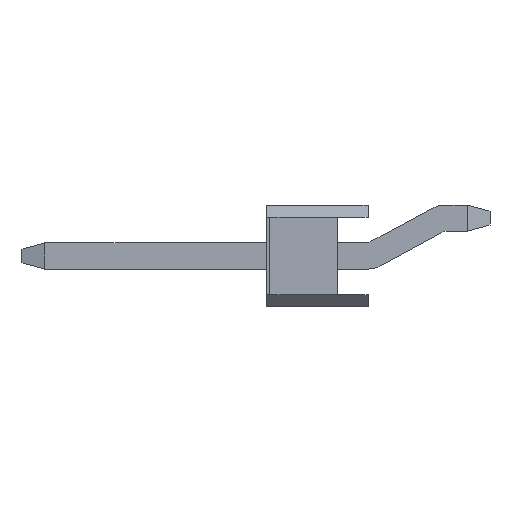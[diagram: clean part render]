
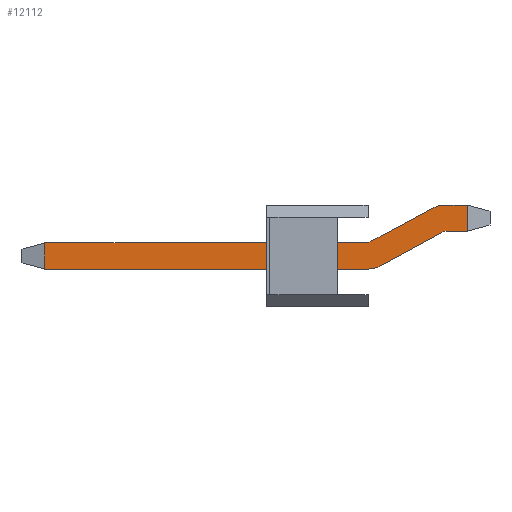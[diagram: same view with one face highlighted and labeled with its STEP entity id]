
A CAD part, left-side view. The second image highlights one B-rep face of the part: STEP entity #12112.
In plain terms, the highlighted planar face has unit normal (-1, 0, 0).
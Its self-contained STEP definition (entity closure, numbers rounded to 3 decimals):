
#24 = CARTESIAN_POINT ( 'NONE',  ( 0., 0., 1.109 ) ) ;
#25 = EDGE_CURVE ( 'NONE', #6119, #1183, #2330, .T. ) ;
#244 = CARTESIAN_POINT ( 'NONE',  ( 0., 0.61, 3.077 ) ) ;
#257 = DIRECTION ( 'NONE',  ( 0., 1., 0. ) ) ;
#466 = VERTEX_POINT ( 'NONE', #3771 ) ;
#567 = CARTESIAN_POINT ( 'NONE',  ( 0., 0.077, 1.412 ) ) ;
#592 = VERTEX_POINT ( 'NONE', #11654 ) ;
#781 = ORIENTED_EDGE ( 'NONE', *, *, #7541, .F. ) ;
#866 = VERTEX_POINT ( 'NONE', #3896 ) ;
#908 = DIRECTION ( 'NONE',  ( 0., 0., -1. ) ) ;
#1000 = VERTEX_POINT ( 'NONE', #567 ) ;
#1036 = EDGE_CURVE ( 'NONE', #4387, #10370, #9768, .T. ) ;
#1183 = VERTEX_POINT ( 'NONE', #5260 ) ;
#1211 = ORIENTED_EDGE ( 'NONE', *, *, #2465, .F. ) ;
#1324 = CARTESIAN_POINT ( 'NONE',  ( 0., 0.93, 0. ) ) ;
#1485 = FACE_OUTER_BOUND ( 'NONE', #9414, .T. ) ;
#1613 = CARTESIAN_POINT ( 'NONE',  ( 0., 0., 10.936 ) ) ;
#2038 = ORIENTED_EDGE ( 'NONE', *, *, #1036, .F. ) ;
#2226 = CIRCLE ( 'NONE', #11331, 0.32 ) ;
#2330 = CIRCLE ( 'NONE', #10064, 0.64 ) ;
#2465 = EDGE_CURVE ( 'NONE', #10635, #4387, #10153, .T. ) ;
#2639 = CARTESIAN_POINT ( 'NONE',  ( 0., 0., 0. ) ) ;
#2779 = CARTESIAN_POINT ( 'NONE',  ( 0., 0.64, 1.109 ) ) ;
#2927 = EDGE_CURVE ( 'NONE', #4210, #7496, #2226, .T. ) ;
#3023 = LINE ( 'NONE', #9619, #5682 ) ;
#3107 = CARTESIAN_POINT ( 'NONE',  ( 0., 0.64, 0.56 ) ) ;
#3147 = VECTOR ( 'NONE', #257, 1000. ) ;
#3308 = LINE ( 'NONE', #1324, #5661 ) ;
#3545 = CARTESIAN_POINT ( 'NONE',  ( 0., 0.96, 1.028 ) ) ;
#3573 = ORIENTED_EDGE ( 'NONE', *, *, #25, .F. ) ;
#3694 = VERTEX_POINT ( 'NONE', #24 ) ;
#3714 = LINE ( 'NONE', #1613, #11242 ) ;
#3761 = EDGE_CURVE ( 'NONE', #7496, #1000, #9140, .T. ) ;
#3771 = CARTESIAN_POINT ( 'NONE',  ( 0., 0., 0.56 ) ) ;
#3896 = CARTESIAN_POINT ( 'NONE',  ( 0., 0.93, 10.936 ) ) ;
#4019 = DIRECTION ( 'NONE',  ( 0., 0., -1. ) ) ;
#4138 = ORIENTED_EDGE ( 'NONE', *, *, #11745, .F. ) ;
#4210 = VERTEX_POINT ( 'NONE', #10781 ) ;
#4244 = DIRECTION ( 'NONE',  ( 0., -0.474, -0.88 ) ) ;
#4387 = VERTEX_POINT ( 'NONE', #4557 ) ;
#4557 = CARTESIAN_POINT ( 'NONE',  ( 0., 0.64, 1.028 ) ) ;
#4566 = CARTESIAN_POINT ( 'NONE',  ( 0., 0., 0. ) ) ;
#4644 = VECTOR ( 'NONE', #10475, 1000. ) ;
#4981 = ORIENTED_EDGE ( 'NONE', *, *, #5333, .F. ) ;
#5020 = LINE ( 'NONE', #8750, #3147 ) ;
#5068 = CIRCLE ( 'NONE', #6657, 0.64 ) ;
#5244 = PLANE ( 'NONE',  #7645 ) ;
#5260 = CARTESIAN_POINT ( 'NONE',  ( 0., 1.57, 2.996 ) ) ;
#5302 = DIRECTION ( 'NONE',  ( 1., 0., 0. ) ) ;
#5333 = EDGE_CURVE ( 'NONE', #592, #866, #3714, .T. ) ;
#5337 = CARTESIAN_POINT ( 'NONE',  ( 0., 0.892, 2.925 ) ) ;
#5373 = DIRECTION ( 'NONE',  ( 0., -1., 0. ) ) ;
#5418 = EDGE_CURVE ( 'NONE', #10370, #6119, #3023, .T. ) ;
#5600 = DIRECTION ( 'NONE',  ( 0., 0., 1. ) ) ;
#5661 = VECTOR ( 'NONE', #6139, 1000. ) ;
#5682 = VECTOR ( 'NONE', #9551, 1000. ) ;
#5748 = CARTESIAN_POINT ( 'NONE',  ( 0., 1.493, 2.692 ) ) ;
#5772 = ORIENTED_EDGE ( 'NONE', *, *, #2927, .F. ) ;
#5876 = EDGE_CURVE ( 'NONE', #466, #10635, #5020, .T. ) ;
#6119 = VERTEX_POINT ( 'NONE', #5748 ) ;
#6139 = DIRECTION ( 'NONE',  ( 0., 0., -1. ) ) ;
#6242 = CARTESIAN_POINT ( 'NONE',  ( 0., 0.93, 2.996 ) ) ;
#6331 = DIRECTION ( 'NONE',  ( 1., 0., 0. ) ) ;
#6353 = CARTESIAN_POINT ( 'NONE',  ( 0., 0.64, 0. ) ) ;
#6489 = DIRECTION ( 'NONE',  ( 1., 0., 0. ) ) ;
#6564 = DIRECTION ( 'NONE',  ( 0., 0., 1. ) ) ;
#6657 = AXIS2_PLACEMENT_3D ( 'NONE', #2779, #6331, #6564 ) ;
#6772 = EDGE_CURVE ( 'NONE', #3694, #466, #7421, .T. ) ;
#7132 = VECTOR ( 'NONE', #4244, 1000. ) ;
#7311 = DIRECTION ( 'NONE',  ( -1., 0., 0. ) ) ;
#7421 = LINE ( 'NONE', #4566, #4644 ) ;
#7472 = EDGE_CURVE ( 'NONE', #866, #4210, #3308, .T. ) ;
#7496 = VERTEX_POINT ( 'NONE', #9314 ) ;
#7541 = EDGE_CURVE ( 'NONE', #1000, #3694, #5068, .T. ) ;
#7645 = AXIS2_PLACEMENT_3D ( 'NONE', #2639, #6489, #908 ) ;
#7767 = AXIS2_PLACEMENT_3D ( 'NONE', #3545, #7311, #11108 ) ;
#8131 = ORIENTED_EDGE ( 'NONE', *, *, #3761, .F. ) ;
#8171 = VECTOR ( 'NONE', #5600, 1000. ) ;
#8464 = ORIENTED_EDGE ( 'NONE', *, *, #7472, .F. ) ;
#8750 = CARTESIAN_POINT ( 'NONE',  ( 0., 0., 0.56 ) ) ;
#9003 = DIRECTION ( 'NONE',  ( 0., 0., 1. ) ) ;
#9100 = DIRECTION ( 'NONE',  ( 0., 0., 1. ) ) ;
#9140 = LINE ( 'NONE', #5337, #7132 ) ;
#9314 = CARTESIAN_POINT ( 'NONE',  ( 0., 0.892, 2.925 ) ) ;
#9414 = EDGE_LOOP ( 'NONE', ( #11183, #2038, #1211, #11740, #10850, #781, #8131, #5772, #8464, #4981, #4138, #3573 ) ) ;
#9551 = DIRECTION ( 'NONE',  ( 0., 0.474, 0.88 ) ) ;
#9619 = CARTESIAN_POINT ( 'NONE',  ( 0., 0.678, 1.18 ) ) ;
#9768 = CIRCLE ( 'NONE', #7767, 0.32 ) ;
#9833 = VECTOR ( 'NONE', #9003, 1000. ) ;
#9943 = LINE ( 'NONE', #11048, #9833 ) ;
#10064 = AXIS2_PLACEMENT_3D ( 'NONE', #6242, #5302, #9100 ) ;
#10153 = LINE ( 'NONE', #6353, #8171 ) ;
#10370 = VERTEX_POINT ( 'NONE', #11612 ) ;
#10475 = DIRECTION ( 'NONE',  ( 0., 0., -1. ) ) ;
#10635 = VERTEX_POINT ( 'NONE', #3107 ) ;
#10728 = DIRECTION ( 'NONE',  ( -1., 0., 0. ) ) ;
#10781 = CARTESIAN_POINT ( 'NONE',  ( 0., 0.93, 3.077 ) ) ;
#10850 = ORIENTED_EDGE ( 'NONE', *, *, #6772, .F. ) ;
#11048 = CARTESIAN_POINT ( 'NONE',  ( 0., 1.57, 0. ) ) ;
#11108 = DIRECTION ( 'NONE',  ( 0., 0., -1. ) ) ;
#11183 = ORIENTED_EDGE ( 'NONE', *, *, #5418, .F. ) ;
#11242 = VECTOR ( 'NONE', #5373, 1000. ) ;
#11331 = AXIS2_PLACEMENT_3D ( 'NONE', #244, #10728, #4019 ) ;
#11612 = CARTESIAN_POINT ( 'NONE',  ( 0., 0.678, 1.18 ) ) ;
#11654 = CARTESIAN_POINT ( 'NONE',  ( 0., 1.57, 10.936 ) ) ;
#11740 = ORIENTED_EDGE ( 'NONE', *, *, #5876, .F. ) ;
#11745 = EDGE_CURVE ( 'NONE', #1183, #592, #9943, .T. ) ;
#12112 = ADVANCED_FACE ( 'NONE', ( #1485 ), #5244, .F. ) ;
